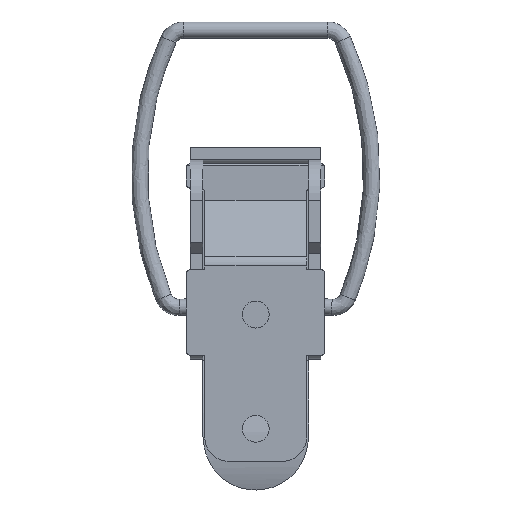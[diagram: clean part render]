
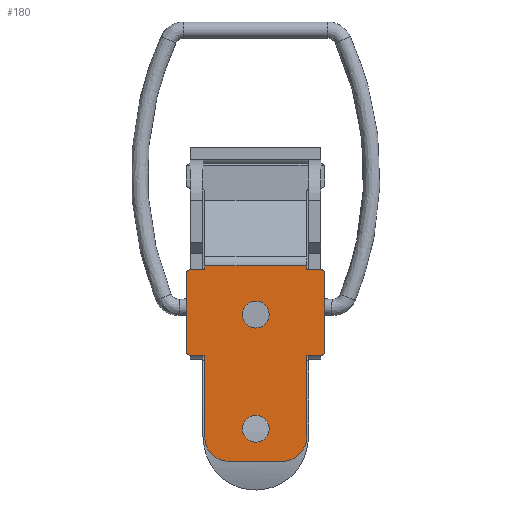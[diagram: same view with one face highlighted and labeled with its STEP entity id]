
A CAD part, left-side view. The second image highlights one B-rep face of the part: STEP entity #180.
In plain terms, the highlighted planar face has unit normal (-1, 0, 0).
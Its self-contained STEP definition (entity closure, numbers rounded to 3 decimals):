
#180=ADVANCED_FACE('',(#572,#573,#574),#571,.F.);
#571=PLANE('',#1699);
#572=FACE_OUTER_BOUND('',#1700,.T.);
#573=FACE_BOUND('',#1701,.T.);
#574=FACE_BOUND('',#1702,.T.);
#1696=CARTESIAN_POINT('',(0.,-1.7,8.354));
#1697=DIRECTION('',(1.,0.,0.));
#1698=DIRECTION('',(0.,0.,-1.));
#1699=AXIS2_PLACEMENT_3D('',#1696,#1697,#1698);
#1700=EDGE_LOOP('',(#2257,#2258,#2259,#2260,#2261,#2262,#2263,#2264,#2265,#2266,#2267,#2268,#2269,#2270,#2271,#2272,#2273,#2274));
#1701=EDGE_LOOP('',(#2275,#2276));
#1702=EDGE_LOOP('',(#2277,#2278));
#2257=ORIENTED_EDGE('',*,*,#2794,.F.);
#2258=ORIENTED_EDGE('',*,*,#2795,.T.);
#2259=ORIENTED_EDGE('',*,*,#2749,.F.);
#2260=ORIENTED_EDGE('',*,*,#2796,.T.);
#2261=ORIENTED_EDGE('',*,*,#2797,.T.);
#2262=ORIENTED_EDGE('',*,*,#2798,.T.);
#2263=ORIENTED_EDGE('',*,*,#2799,.T.);
#2264=ORIENTED_EDGE('',*,*,#2791,.T.);
#2265=ORIENTED_EDGE('',*,*,#2800,.T.);
#2266=ORIENTED_EDGE('',*,*,#2801,.F.);
#2267=ORIENTED_EDGE('',*,*,#2802,.F.);
#2268=ORIENTED_EDGE('',*,*,#2803,.T.);
#2269=ORIENTED_EDGE('',*,*,#2747,.T.);
#2270=ORIENTED_EDGE('',*,*,#2804,.T.);
#2271=ORIENTED_EDGE('',*,*,#2805,.T.);
#2272=ORIENTED_EDGE('',*,*,#2806,.T.);
#2273=ORIENTED_EDGE('',*,*,#2807,.F.);
#2274=ORIENTED_EDGE('',*,*,#2808,.F.);
#2275=ORIENTED_EDGE('',*,*,#2809,.T.);
#2276=ORIENTED_EDGE('',*,*,#2810,.T.);
#2277=ORIENTED_EDGE('',*,*,#2811,.T.);
#2278=ORIENTED_EDGE('',*,*,#2812,.T.);
#2747=EDGE_CURVE('',#3383,#3376,#3384,.T.);
#2749=EDGE_CURVE('',#3396,#3397,#3398,.T.);
#2791=EDGE_CURVE('',#3683,#3684,#3685,.T.);
#2794=EDGE_CURVE('',#3703,#3704,#3705,.T.);
#2795=EDGE_CURVE('',#3703,#3397,#3711,.T.);
#2796=EDGE_CURVE('',#3396,#3717,#3718,.T.);
#2797=EDGE_CURVE('',#3717,#3724,#3725,.T.);
#2798=EDGE_CURVE('',#3724,#3731,#3732,.T.);
#2799=EDGE_CURVE('',#3731,#3683,#3738,.T.);
#2800=EDGE_CURVE('',#3684,#3744,#3745,.T.);
#2801=EDGE_CURVE('',#3751,#3744,#3752,.T.);
#2802=EDGE_CURVE('',#3758,#3751,#3759,.T.);
#2803=EDGE_CURVE('',#3758,#3383,#3765,.T.);
#2804=EDGE_CURVE('',#3376,#3771,#3772,.T.);
#2805=EDGE_CURVE('',#3771,#3778,#3779,.T.);
#2806=EDGE_CURVE('',#3778,#3785,#3786,.T.);
#2807=EDGE_CURVE('',#3792,#3785,#3793,.T.);
#2808=EDGE_CURVE('',#3704,#3792,#3799,.T.);
#2809=EDGE_CURVE('',#3805,#3806,#3807,.T.);
#2810=EDGE_CURVE('',#3806,#3805,#3813,.T.);
#2811=EDGE_CURVE('',#3819,#3820,#3821,.T.);
#2812=EDGE_CURVE('',#3820,#3819,#3827,.T.);
#3376=VERTEX_POINT('',#5197);
#3383=VERTEX_POINT('',#5201);
#3384=LINE('',#5202,#5203);
#3396=VERTEX_POINT('',#5208);
#3397=VERTEX_POINT('',#5209);
#3398=LINE('',#5210,#5211);
#3683=VERTEX_POINT('',#5388);
#3684=VERTEX_POINT('',#5389);
#3685=LINE('',#5390,#5391);
#3703=VERTEX_POINT('',#5399);
#3704=VERTEX_POINT('',#5400);
#3705=LINE('',#5401,#5402);
#3711=CIRCLE('',#5407,0.5);
#3717=VERTEX_POINT('',#5408);
#3718=CIRCLE('',#5412,0.5);
#3724=VERTEX_POINT('',#5413);
#3725=LINE('',#5414,#5415);
#3731=VERTEX_POINT('',#5417);
#3732=LINE('',#5418,#5419);
#3738=CIRCLE('',#5424,3.);
#3744=VERTEX_POINT('',#5425);
#3745=CIRCLE('',#5429,3.);
#3751=VERTEX_POINT('',#5430);
#3752=LINE('',#5431,#5432);
#3758=VERTEX_POINT('',#5434);
#3759=LINE('',#5435,#5436);
#3765=CIRCLE('',#5441,0.5);
#3771=VERTEX_POINT('',#5442);
#3772=CIRCLE('',#5446,0.5);
#3778=VERTEX_POINT('',#5447);
#3779=LINE('',#5448,#5449);
#3785=VERTEX_POINT('',#5451);
#3786=LINE('',#5452,#5453);
#3792=VERTEX_POINT('',#5455);
#3793=LINE('',#5456,#5457);
#3799=LINE('',#5459,#5460);
#3805=VERTEX_POINT('',#5462);
#3806=VERTEX_POINT('',#5463);
#3807=CIRCLE('',#5467,1.65);
#3813=CIRCLE('',#5471,1.65);
#3819=VERTEX_POINT('',#5472);
#3820=VERTEX_POINT('',#5473);
#3821=CIRCLE('',#5477,1.65);
#3827=CIRCLE('',#5481,1.65);
#5197=CARTESIAN_POINT('',(0.,0.,5.));
#5201=CARTESIAN_POINT('',(0.,0.,-4.5));
#5202=CARTESIAN_POINT('',(0.,0.,-4.5));
#5203=VECTOR('',#5204,9.5);
#5204=DIRECTION('',(0.,0.,1.));
#5208=CARTESIAN_POINT('',(0.,17.,-4.5));
#5209=CARTESIAN_POINT('',(0.,17.,5.));
#5210=CARTESIAN_POINT('',(0.,17.,-4.5));
#5211=VECTOR('',#5212,9.5);
#5212=DIRECTION('',(0.,0.,1.));
#5388=CARTESIAN_POINT('',(0.,11.75,-18.));
#5389=CARTESIAN_POINT('',(0.,5.25,-18.));
#5390=CARTESIAN_POINT('',(0.,11.75,-18.));
#5391=VECTOR('',#5392,6.5);
#5392=DIRECTION('',(0.,-1.,0.));
#5399=CARTESIAN_POINT('',(0.,16.5,5.5));
#5400=CARTESIAN_POINT('',(0.,14.75,5.5));
#5401=CARTESIAN_POINT('',(0.,16.5,5.5));
#5402=VECTOR('',#5403,1.75);
#5403=DIRECTION('',(0.,-1.,0.));
#5404=CARTESIAN_POINT('',(0.,16.5,5.));
#5405=DIRECTION('',(-1.,0.,0.));
#5406=DIRECTION('',(0.,1.,0.));
#5407=AXIS2_PLACEMENT_3D('',#5404,#5405,#5406);
#5408=CARTESIAN_POINT('',(0.,16.5,-5.));
#5409=CARTESIAN_POINT('',(0.,16.5,-4.5));
#5410=DIRECTION('',(-1.,0.,0.));
#5411=DIRECTION('',(0.,0.,1.));
#5412=AXIS2_PLACEMENT_3D('',#5409,#5410,#5411);
#5413=CARTESIAN_POINT('',(0.,14.75,-5.));
#5414=CARTESIAN_POINT('',(0.,16.5,-5.));
#5415=VECTOR('',#5416,1.75);
#5416=DIRECTION('',(0.,-1.,0.));
#5417=CARTESIAN_POINT('',(0.,14.75,-15.));
#5418=CARTESIAN_POINT('',(0.,14.75,-5.));
#5419=VECTOR('',#5420,10.);
#5420=DIRECTION('',(0.,0.,-1.));
#5421=CARTESIAN_POINT('',(0.,11.75,-15.));
#5422=DIRECTION('',(-1.,0.,0.));
#5423=DIRECTION('',(0.,0.,1.));
#5424=AXIS2_PLACEMENT_3D('',#5421,#5422,#5423);
#5425=CARTESIAN_POINT('',(0.,2.25,-15.));
#5426=CARTESIAN_POINT('',(0.,5.25,-15.));
#5427=DIRECTION('',(-1.,0.,0.));
#5428=DIRECTION('',(0.,0.,1.));
#5429=AXIS2_PLACEMENT_3D('',#5426,#5427,#5428);
#5430=CARTESIAN_POINT('',(0.,2.25,-5.));
#5431=CARTESIAN_POINT('',(0.,2.25,-5.));
#5432=VECTOR('',#5433,10.);
#5433=DIRECTION('',(0.,0.,-1.));
#5434=CARTESIAN_POINT('',(0.,0.5,-5.));
#5435=CARTESIAN_POINT('',(0.,0.5,-5.));
#5436=VECTOR('',#5437,1.75);
#5437=DIRECTION('',(0.,1.,0.));
#5438=CARTESIAN_POINT('',(0.,0.5,-4.5));
#5439=DIRECTION('',(-1.,0.,0.));
#5440=DIRECTION('',(0.,0.,1.));
#5441=AXIS2_PLACEMENT_3D('',#5438,#5439,#5440);
#5442=CARTESIAN_POINT('',(0.,0.5,5.5));
#5443=CARTESIAN_POINT('',(0.,0.5,5.));
#5444=DIRECTION('',(-1.,0.,0.));
#5445=DIRECTION('',(0.,0.,1.));
#5446=AXIS2_PLACEMENT_3D('',#5443,#5444,#5445);
#5447=CARTESIAN_POINT('',(0.,2.25,5.5));
#5448=CARTESIAN_POINT('',(0.,0.5,5.5));
#5449=VECTOR('',#5450,1.75);
#5450=DIRECTION('',(0.,1.,0.));
#5451=CARTESIAN_POINT('',(0.,2.25,5.958));
#5452=CARTESIAN_POINT('',(0.,2.25,5.5));
#5453=VECTOR('',#5454,0.458);
#5454=DIRECTION('',(0.,0.,1.));
#5455=CARTESIAN_POINT('',(0.,14.75,5.958));
#5456=CARTESIAN_POINT('',(0.,14.75,5.958));
#5457=VECTOR('',#5458,12.5);
#5458=DIRECTION('',(0.,-1.,0.));
#5459=CARTESIAN_POINT('',(0.,14.75,5.5));
#5460=VECTOR('',#5461,0.458);
#5461=DIRECTION('',(0.,0.,1.));
#5462=CARTESIAN_POINT('',(0.,8.5,-15.65));
#5463=CARTESIAN_POINT('',(0.,8.5,-12.35));
#5464=CARTESIAN_POINT('',(0.,8.5,-14.));
#5465=DIRECTION('',(1.,0.,0.));
#5466=DIRECTION('',(0.,0.,-1.));
#5467=AXIS2_PLACEMENT_3D('',#5464,#5465,#5466);
#5468=CARTESIAN_POINT('',(0.,8.5,-14.));
#5469=DIRECTION('',(1.,0.,0.));
#5470=DIRECTION('',(0.,0.,-1.));
#5471=AXIS2_PLACEMENT_3D('',#5468,#5469,#5470);
#5472=CARTESIAN_POINT('',(0.,8.5,-1.65));
#5473=CARTESIAN_POINT('',(0.,8.5,1.65));
#5474=CARTESIAN_POINT('',(0.,8.5,0.));
#5475=DIRECTION('',(1.,0.,0.));
#5476=DIRECTION('',(0.,0.,-1.));
#5477=AXIS2_PLACEMENT_3D('',#5474,#5475,#5476);
#5478=CARTESIAN_POINT('',(0.,8.5,0.));
#5479=DIRECTION('',(1.,0.,0.));
#5480=DIRECTION('',(0.,0.,-1.));
#5481=AXIS2_PLACEMENT_3D('',#5478,#5479,#5480);
